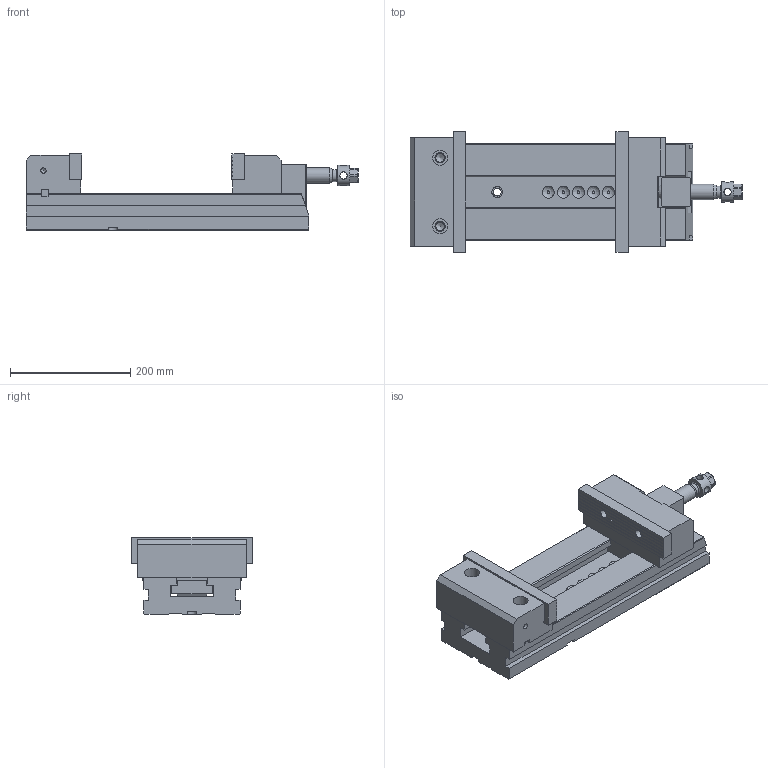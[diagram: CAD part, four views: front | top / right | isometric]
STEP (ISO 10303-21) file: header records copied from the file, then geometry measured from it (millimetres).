
FILE_DESCRIPTION(/* description */ (''),/* implementation_level */ '2;1');
FILE_NAME(/* name */ '29_200_Mordaza.stp',/* time_stamp */ '2013-07-09T11:13:06+02:00',/* author */ (''),/* organization */ (''),/* preprocessor_version */ 'ST-DEVELOPER v11',/* originating_system */ 'SIEMENS PLM Software NX 7.5',/* authorisation */ '');
FILE_SCHEMA (('AUTOMOTIVE_DESIGN { 1 0 10303 214 1 1 1 1 }'));
Length unit declared in the file: millimetre
Products named in the file (1): 29_200_Mordaza
Bounding box: 552 x 200 x 126.7 mm (x, y, z)
Volume: 5636683.7 mm3; surface area: 581257.3 mm2
Topology: 12 solids, 12 shells, 415 faces, 1120 edges, 738 vertices
Faces by surface type: plane 264, cylinder 88, cone 42, bspline 10, torus 9, sphere 2
Full cylindrical faces by diameter (mm): 4.351 x1, 5.188 x5, 6.985 x4, 8.4 x4, 8.782 x2, 10.579 x3, 12 x4, 12.376 x2, 13 x5, 14 x4, 14.376 x2, 15 x2, 16 x2, 16.5 x1, 17 x2, 18 x2, 19 x3, 20 x3, 21.25 x1, 23 x2, 25 x2, 26 x1, 30 x2, 33.8 x1, 34 x3
Entity records: 15401 total; most frequent: CARTESIAN_POINT 2684, DIRECTION 1933, ORIENTED_EDGE 1856, EDGE_CURVE 928, VERTEX_POINT 690, LINE 655, VECTOR 655, AXIS2_PLACEMENT_3D 639
